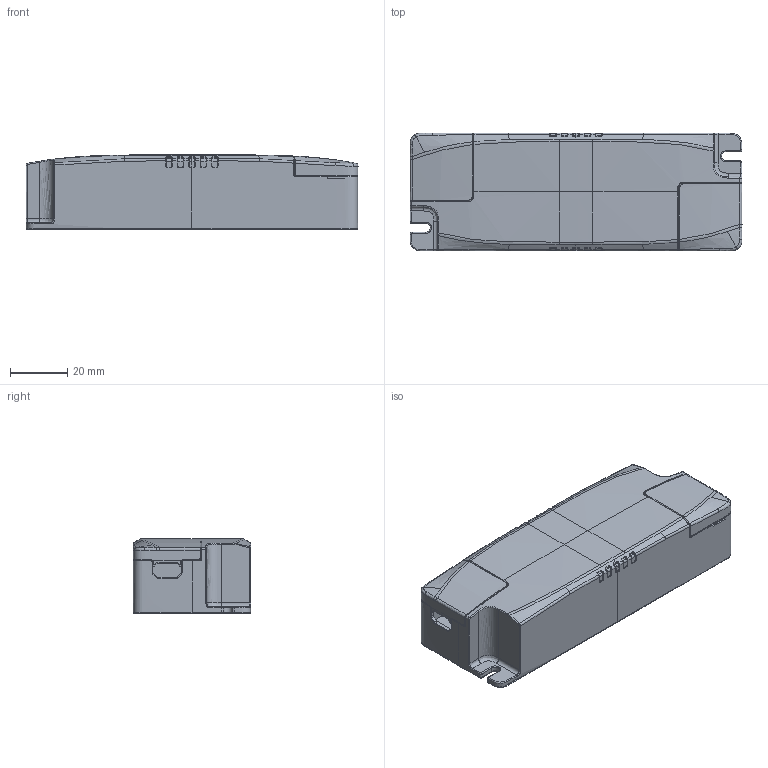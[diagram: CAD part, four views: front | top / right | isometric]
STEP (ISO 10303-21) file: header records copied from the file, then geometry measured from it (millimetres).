
FILE_DESCRIPTION(/* description */ (''),/* implementation_level */ '2;1');
FILE_NAME(/* name */ '40-EXC',/* time_stamp */ '2023-05-13T09:35:56+08:00',/* author */ (''),/* organization */ (''),/* preprocessor_version */ 'ST-DEVELOPER v16.5',/* originating_system */ '',/* authorisation */ '');
FILE_SCHEMA (('AUTOMOTIVE_DESIGN'));
Length unit declared in the file: millimetre
Products named in the file (1): Document
Bounding box: 116.08 x 41.2 x 26.01 mm (x, y, z)
Volume: 100724 mm3; surface area: 22453.4 mm2
Topology: 3 solids, 3 shells, 683 faces, 1713 edges, 1034 vertices
Faces by surface type: bspline 467, plane 216
Entity records: 39876 total; most frequent: CARTESIAN_POINT 28905, ORIENTED_EDGE 3426, EDGE_CURVE 1713, B_SPLINE_CURVE_WITH_KNOTS 1641, VERTEX_POINT 1034, EDGE_LOOP 685, ADVANCED_FACE 683, FACE_OUTER_BOUND 683
